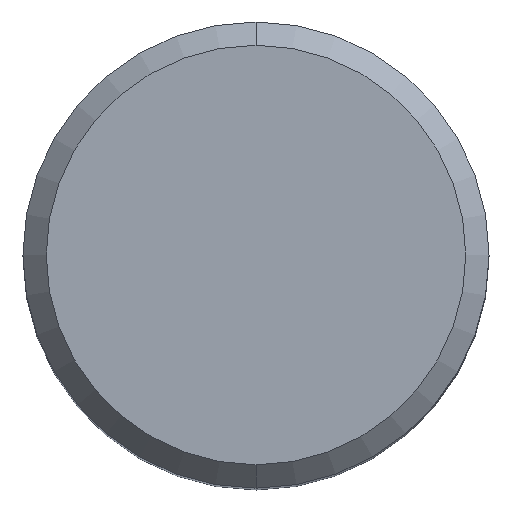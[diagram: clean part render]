
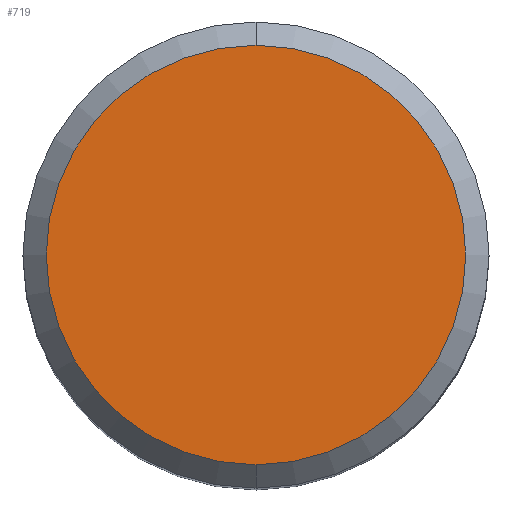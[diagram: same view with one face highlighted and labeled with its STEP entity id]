
A CAD part, top view. The second image highlights one B-rep face of the part: STEP entity #719.
In plain terms, the highlighted planar face has unit normal (0, 0, 1).
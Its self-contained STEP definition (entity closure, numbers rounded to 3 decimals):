
#341=VERTEX_POINT('',#954);
#433=EDGE_CURVE('',#451,#341,#1057,.T.);
#451=VERTEX_POINT('',#1076);
#719=ADVANCED_FACE('',(#1372),#1373,.T.);
#811=EDGE_CURVE('',#341,#451,#1472,.T.);
#954=CARTESIAN_POINT('',(0.0,9.0,0.));
#1057=CIRCLE('',#5139,9.0);
#1076=CARTESIAN_POINT('',(0.,-9.0,0.));
#1372=FACE_OUTER_BOUND('',#8001,.T.);
#1373=PLANE('',#8002);
#1472=CIRCLE('',#8512,9.0);
#5139=AXIS2_PLACEMENT_3D('',#10538,#10539,#10540);
#8001=EDGE_LOOP('',(#10883,#10884));
#8002=AXIS2_PLACEMENT_3D('',#10885,#10886,#10887);
#8512=AXIS2_PLACEMENT_3D('',#10985,#10986,#10987);
#10538=CARTESIAN_POINT('',(0.0,0.0,0.));
#10539=DIRECTION('',(0.0,0.0,-1.0));
#10540=DIRECTION('',(0.0,1.0,0.0));
#10883=ORIENTED_EDGE('',*,*,#811,.F.);
#10884=ORIENTED_EDGE('',*,*,#433,.F.);
#10885=CARTESIAN_POINT('',(0.0,4.5,0.));
#10886=DIRECTION('',(-0.0,0.0,1.0));
#10887=DIRECTION('',(0.0,-1.0,0.0));
#10985=CARTESIAN_POINT('',(0.0,0.0,0.));
#10986=DIRECTION('',(0.0,0.0,-1.0));
#10987=DIRECTION('',(0.0,1.0,0.0));
